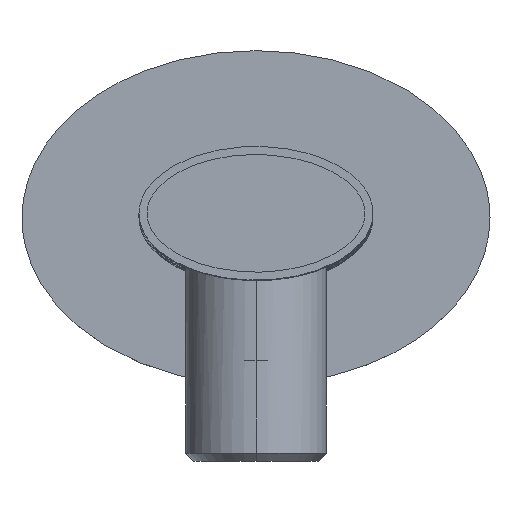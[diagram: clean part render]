
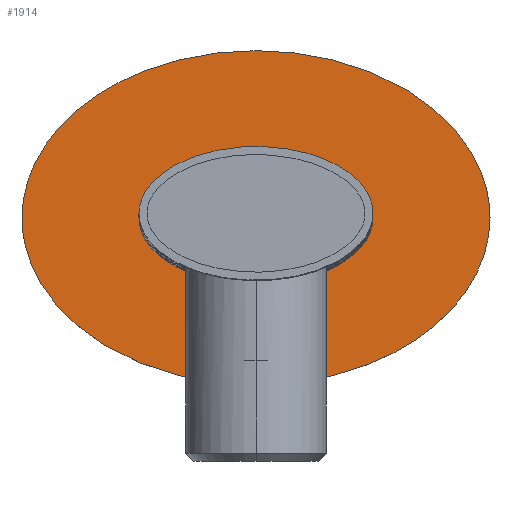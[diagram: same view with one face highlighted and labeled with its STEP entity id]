
A CAD part, top view. The second image highlights one B-rep face of the part: STEP entity #1914.
In plain terms, the highlighted planar face has unit normal (0, 0, 1).
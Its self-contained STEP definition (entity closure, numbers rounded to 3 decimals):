
#78=CARTESIAN_POINT('',(17.5,0.,0.));
#79=CARTESIAN_POINT('',(17.5,0.589,0.));
#80=CARTESIAN_POINT('',(17.317,1.812,0.));
#81=CARTESIAN_POINT('',(16.388,3.692,0.));
#82=CARTESIAN_POINT('',(14.758,5.505,0.));
#83=CARTESIAN_POINT('',(12.464,7.122,0.));
#84=CARTESIAN_POINT('',(10.105,8.215,0.));
#85=CARTESIAN_POINT('',(8.047,8.899,0.));
#86=CARTESIAN_POINT('',(6.447,9.314,0.));
#87=CARTESIAN_POINT('',(4.816,9.63,0.));
#88=CARTESIAN_POINT('',(3.454,9.812,0.));
#89=CARTESIAN_POINT('',(2.373,9.911,0.));
#90=CARTESIAN_POINT('',(1.571,9.963,0.));
#91=CARTESIAN_POINT('',(0.777,9.993,0.));
#92=CARTESIAN_POINT('',(0.,10.003,0.));
#93=CARTESIAN_POINT('',(-0.777,9.993,0.));
#94=CARTESIAN_POINT('',(-1.571,9.963,0.));
#95=CARTESIAN_POINT('',(-2.373,9.911,0.));
#96=CARTESIAN_POINT('',(-3.454,9.812,0.));
#97=CARTESIAN_POINT('',(-4.816,9.63,0.));
#98=CARTESIAN_POINT('',(-6.447,9.314,0.));
#99=CARTESIAN_POINT('',(-8.047,8.899,0.));
#100=CARTESIAN_POINT('',(-10.105,8.215,0.));
#101=CARTESIAN_POINT('',(-12.464,7.122,0.));
#102=CARTESIAN_POINT('',(-14.758,5.505,0.));
#103=CARTESIAN_POINT('',(-16.388,3.692,0.));
#104=CARTESIAN_POINT('',(-17.317,1.812,0.));
#105=CARTESIAN_POINT('',(-17.5,0.589,0.));
#106=CARTESIAN_POINT('',(-17.5,0.,0.));
#112=CARTESIAN_POINT('',(35.,0.,0.));
#113=CARTESIAN_POINT('',(35.,-1.473,0.));
#114=CARTESIAN_POINT('',(34.634,-4.53,0.));
#115=CARTESIAN_POINT('',(32.776,-9.231,0.));
#116=CARTESIAN_POINT('',(29.516,-13.761,0.));
#117=CARTESIAN_POINT('',(25.692,-17.131,0.));
#118=CARTESIAN_POINT('',(22.097,-19.445,0.));
#119=CARTESIAN_POINT('',(19.181,-20.964,0.));
#120=CARTESIAN_POINT('',(16.094,-22.248,0.));
#121=CARTESIAN_POINT('',(12.893,-23.286,0.));
#122=CARTESIAN_POINT('',(9.632,-24.076,0.));
#123=CARTESIAN_POINT('',(6.907,-24.53,0.));
#124=CARTESIAN_POINT('',(4.747,-24.778,0.));
#125=CARTESIAN_POINT('',(3.142,-24.908,0.));
#126=CARTESIAN_POINT('',(1.821,-24.971,0.));
#127=CARTESIAN_POINT('',(0.775,-24.996,0.));
#128=CARTESIAN_POINT('',(0.,-25.002,0.));
#129=CARTESIAN_POINT('',(-0.775,-24.996,0.));
#130=CARTESIAN_POINT('',(-1.821,-24.971,0.));
#131=CARTESIAN_POINT('',(-3.142,-24.908,0.));
#132=CARTESIAN_POINT('',(-4.747,-24.778,0.));
#133=CARTESIAN_POINT('',(-6.907,-24.53,0.));
#134=CARTESIAN_POINT('',(-9.632,-24.076,0.));
#135=CARTESIAN_POINT('',(-12.893,-23.286,0.));
#136=CARTESIAN_POINT('',(-16.094,-22.248,0.));
#137=CARTESIAN_POINT('',(-19.181,-20.964,0.));
#138=CARTESIAN_POINT('',(-22.097,-19.445,0.));
#139=CARTESIAN_POINT('',(-25.692,-17.131,0.));
#140=CARTESIAN_POINT('',(-29.516,-13.761,0.));
#141=CARTESIAN_POINT('',(-32.776,-9.231,0.));
#142=CARTESIAN_POINT('',(-34.634,-4.53,0.));
#143=CARTESIAN_POINT('',(-35.,-1.473,0.));
#144=CARTESIAN_POINT('',(-35.,0.,0.));
#146=CARTESIAN_POINT('',(-35.,0.,0.));
#147=CARTESIAN_POINT('',(-35.,1.473,0.));
#148=CARTESIAN_POINT('',(-34.634,4.53,0.));
#149=CARTESIAN_POINT('',(-32.776,9.231,0.));
#150=CARTESIAN_POINT('',(-29.516,13.761,0.));
#151=CARTESIAN_POINT('',(-25.692,17.131,0.));
#152=CARTESIAN_POINT('',(-22.097,19.445,0.));
#153=CARTESIAN_POINT('',(-19.181,20.964,0.));
#154=CARTESIAN_POINT('',(-16.094,22.248,0.));
#155=CARTESIAN_POINT('',(-12.893,23.286,0.));
#156=CARTESIAN_POINT('',(-9.632,24.076,0.));
#157=CARTESIAN_POINT('',(-6.907,24.53,0.));
#158=CARTESIAN_POINT('',(-4.747,24.778,0.));
#159=CARTESIAN_POINT('',(-3.142,24.908,0.));
#160=CARTESIAN_POINT('',(-1.821,24.971,0.));
#161=CARTESIAN_POINT('',(-0.775,24.996,0.));
#162=CARTESIAN_POINT('',(0.,25.002,0.));
#163=CARTESIAN_POINT('',(0.775,24.996,0.));
#164=CARTESIAN_POINT('',(1.821,24.971,0.));
#165=CARTESIAN_POINT('',(3.142,24.908,0.));
#166=CARTESIAN_POINT('',(4.747,24.778,0.));
#167=CARTESIAN_POINT('',(6.907,24.53,0.));
#168=CARTESIAN_POINT('',(9.632,24.076,0.));
#169=CARTESIAN_POINT('',(12.893,23.286,0.));
#170=CARTESIAN_POINT('',(16.094,22.248,0.));
#171=CARTESIAN_POINT('',(19.181,20.964,0.));
#172=CARTESIAN_POINT('',(22.097,19.445,0.));
#173=CARTESIAN_POINT('',(25.692,17.131,0.));
#174=CARTESIAN_POINT('',(29.516,13.761,0.));
#175=CARTESIAN_POINT('',(32.776,9.231,0.));
#176=CARTESIAN_POINT('',(34.634,4.53,0.));
#177=CARTESIAN_POINT('',(35.,1.473,0.));
#178=CARTESIAN_POINT('',(35.,0.,0.));
#1286=CARTESIAN_POINT('',(-17.5,0.,0.));
#1287=CARTESIAN_POINT('',(-17.5,-0.589,0.));
#1288=CARTESIAN_POINT('',(-17.317,-1.812,0.));
#1289=CARTESIAN_POINT('',(-16.388,-3.692,0.));
#1290=CARTESIAN_POINT('',(-14.758,-5.505,0.));
#1291=CARTESIAN_POINT('',(-12.464,-7.122,0.));
#1292=CARTESIAN_POINT('',(-10.105,-8.215,0.));
#1293=CARTESIAN_POINT('',(-8.047,-8.899,0.));
#1294=CARTESIAN_POINT('',(-6.447,-9.314,0.));
#1295=CARTESIAN_POINT('',(-4.816,-9.63,0.));
#1296=CARTESIAN_POINT('',(-3.454,-9.812,0.));
#1297=CARTESIAN_POINT('',(-2.373,-9.911,0.));
#1298=CARTESIAN_POINT('',(-1.571,-9.963,0.));
#1299=CARTESIAN_POINT('',(-0.777,-9.993,0.));
#1300=CARTESIAN_POINT('',(0.,-10.003,0.));
#1301=CARTESIAN_POINT('',(0.777,-9.993,0.));
#1302=CARTESIAN_POINT('',(1.571,-9.963,0.));
#1303=CARTESIAN_POINT('',(2.373,-9.911,0.));
#1304=CARTESIAN_POINT('',(3.454,-9.812,0.));
#1305=CARTESIAN_POINT('',(4.816,-9.63,0.));
#1306=CARTESIAN_POINT('',(6.447,-9.314,0.));
#1307=CARTESIAN_POINT('',(8.047,-8.899,0.));
#1308=CARTESIAN_POINT('',(10.105,-8.215,0.));
#1309=CARTESIAN_POINT('',(12.464,-7.122,0.));
#1310=CARTESIAN_POINT('',(14.758,-5.505,0.));
#1311=CARTESIAN_POINT('',(16.388,-3.692,0.));
#1312=CARTESIAN_POINT('',(17.317,-1.812,0.));
#1313=CARTESIAN_POINT('',(17.5,-0.589,0.));
#1314=CARTESIAN_POINT('',(17.5,0.,0.));
#1604=VERTEX_POINT('',#112);
#1605=VERTEX_POINT('',#144);
#1624=VERTEX_POINT('',#78);
#1625=VERTEX_POINT('',#106);
#1898=CARTESIAN_POINT('',(0.,0.,0.));
#1899=DIRECTION('',(0.,0.,-1.));
#1900=DIRECTION('',(1.,0.,0.));
#1901=AXIS2_PLACEMENT_3D('',#1898,#1899,#1900);
#1902=PLANE('',#1901);
#1904=ORIENTED_EDGE('',*,*,#1903,.T.);
#1906=ORIENTED_EDGE('',*,*,#1905,.T.);
#1907=EDGE_LOOP('',(#1904,#1906));
#1908=FACE_OUTER_BOUND('',#1907,.F.);
#1909=ORIENTED_EDGE('',*,*,#1881,.T.);
#1911=ORIENTED_EDGE('',*,*,#1910,.T.);
#1912=EDGE_LOOP('',(#1909,#1911));
#1913=FACE_BOUND('',#1912,.F.);
#1914=ADVANCED_FACE('',(#1908,#1913),#1902,.F.);
#107=B_SPLINE_CURVE_WITH_KNOTS('',3,(#78,#79,#80,#81,#82,#83,#84,#85,#86,#87,
#88,#89,#90,#91,#92,#93,#94,#95,#96,#97,#98,#99,#100,#101,#102,#103,#104,#105,
#106),.UNSPECIFIED.,.F.,.F.,(4,1,1,1,1,1,1,1,1,1,1,1,1,1,1,1,1,1,1,1,1,1,1,1,1,
1,4),(0.,0.063,0.125,0.188,0.25,0.313,0.344,0.375,0.406,
0.438,0.453,0.469,0.484,0.5,0.516,0.531,0.547,
0.563,0.594,0.625,0.656,0.688,0.75,0.813,0.875,0.938,
1.),.UNSPECIFIED.);
#145=B_SPLINE_CURVE_WITH_KNOTS('',3,(#112,#113,#114,#115,#116,#117,#118,#119,
#120,#121,#122,#123,#124,#125,#126,#127,#128,#129,#130,#131,#132,#133,#134,#135,
#136,#137,#138,#139,#140,#141,#142,#143,#144),.UNSPECIFIED.,.F.,.F.,(4,1,1,1,1,
1,1,1,1,1,1,1,1,1,1,1,1,1,1,1,1,1,1,1,1,1,1,1,1,1,4),(0.,0.063,0.125,
0.188,0.25,0.281,0.313,0.344,0.375,0.406,0.438,
0.453,0.469,0.484,0.492,0.5,0.508,0.516,
0.531,0.547,0.563,0.594,0.625,0.656,0.688,0.719,
0.75,0.813,0.875,0.938,1.),.UNSPECIFIED.);
#179=B_SPLINE_CURVE_WITH_KNOTS('',3,(#146,#147,#148,#149,#150,#151,#152,#153,
#154,#155,#156,#157,#158,#159,#160,#161,#162,#163,#164,#165,#166,#167,#168,#169,
#170,#171,#172,#173,#174,#175,#176,#177,#178),.UNSPECIFIED.,.F.,.F.,(4,1,1,1,1,
1,1,1,1,1,1,1,1,1,1,1,1,1,1,1,1,1,1,1,1,1,1,1,1,1,4),(0.,0.063,0.125,
0.188,0.25,0.281,0.313,0.344,0.375,0.406,0.438,
0.453,0.469,0.484,0.492,0.5,0.508,0.516,
0.531,0.547,0.563,0.594,0.625,0.656,0.688,0.719,
0.75,0.813,0.875,0.938,1.),.UNSPECIFIED.);
#1315=B_SPLINE_CURVE_WITH_KNOTS('',3,(#1286,#1287,#1288,#1289,#1290,#1291,#1292,
#1293,#1294,#1295,#1296,#1297,#1298,#1299,#1300,#1301,#1302,#1303,#1304,#1305,
#1306,#1307,#1308,#1309,#1310,#1311,#1312,#1313,#1314),.UNSPECIFIED.,.F.,.F.,(4,
1,1,1,1,1,1,1,1,1,1,1,1,1,1,1,1,1,1,1,1,1,1,1,1,1,4),(0.,0.063,0.125,
0.188,0.25,0.313,0.344,0.375,0.406,0.438,0.453,
0.469,0.484,0.5,0.516,0.531,0.547,0.563,0.594,
0.625,0.656,0.688,0.75,0.813,0.875,0.938,1.),
.UNSPECIFIED.);
#1881=EDGE_CURVE('',#1624,#1625,#107,.T.);
#1903=EDGE_CURVE('',#1604,#1605,#145,.T.);
#1905=EDGE_CURVE('',#1605,#1604,#179,.T.);
#1910=EDGE_CURVE('',#1625,#1624,#1315,.T.);
